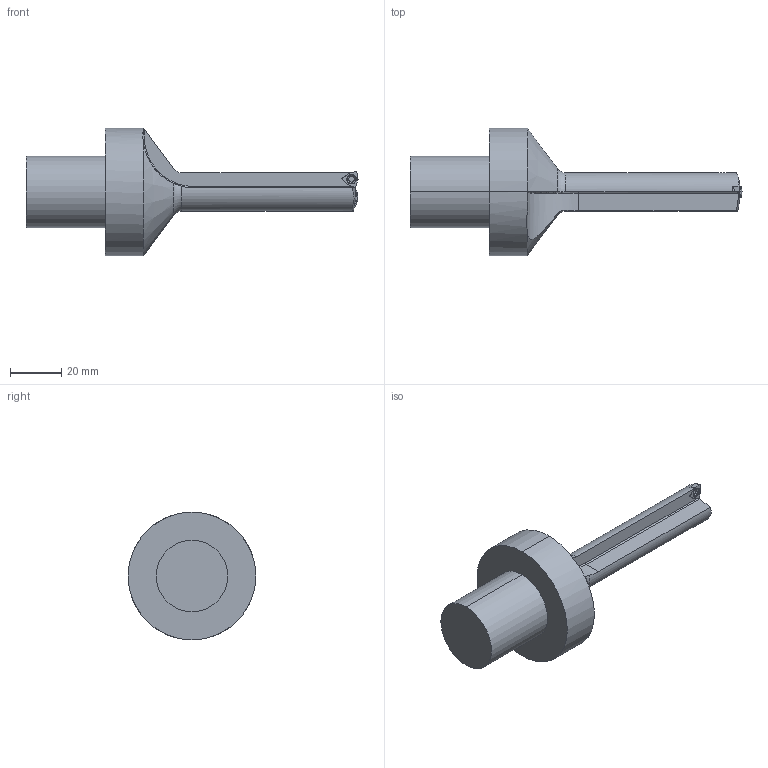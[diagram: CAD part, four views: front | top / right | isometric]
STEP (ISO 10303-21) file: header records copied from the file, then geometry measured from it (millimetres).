
FILE_DESCRIPTION((''),'2;1');
FILE_NAME('1089416095_ASM','2020-06-25T15:27:05',('thiemer'),(''),'CREO PARAMETRIC BY PTC INC, 2018400','CREO PARAMETRIC BY PTC INC, 2018400','');
FILE_SCHEMA(('AUTOMOTIVE_DESIGN { 1 0 10303 214 1 1 1 1 }'));
Length unit declared in the file: millimetre
Products named in the file (3): 1089416095NC; 1089416095C; 1089416095_ASM
Assembly tree (3 placements, depth 2):
  1089416095_ASM
    1089416095NC
    1089416095C  x2
Bounding box: 130 x 50 x 50 mm (x, y, z)
Volume: 65728.2 mm3; surface area: 13489.3 mm2
Topology: 3 solids, 3 shells, 89 faces, 252 edges, 170 vertices
Faces by surface type: plane 39, cylinder 34, torus 10, cone 6
Entity records: 4056 total; most frequent: CARTESIAN_POINT 620, DIRECTION 414, ORIENTED_EDGE 348, PRESENTATION_STYLE_ASSIGNMENT 239, STYLED_ITEM 239, CURVE_STYLE 236, EDGE_CURVE 174, AXIS2_PLACEMENT_3D 147
